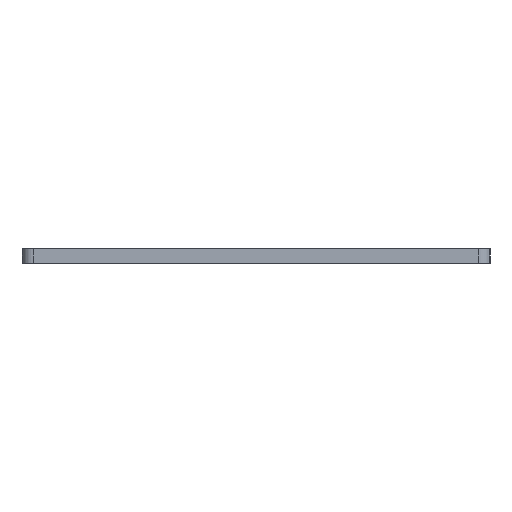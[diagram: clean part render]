
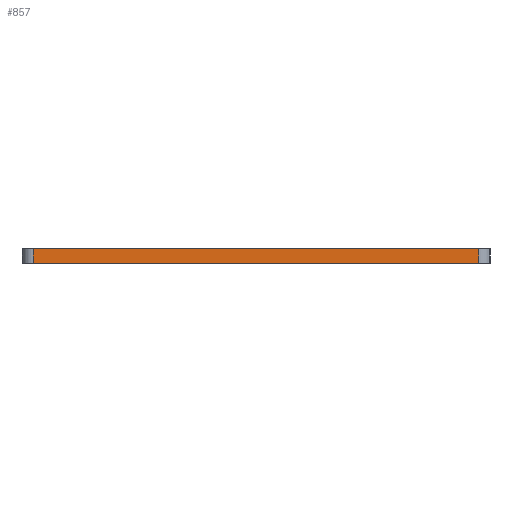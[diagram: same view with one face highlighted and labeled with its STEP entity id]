
A CAD part, left-side view. The second image highlights one B-rep face of the part: STEP entity #857.
In plain terms, the highlighted planar face has unit normal (-1, 0, 0).
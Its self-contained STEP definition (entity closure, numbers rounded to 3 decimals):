
#175=FACE_OUTER_BOUND('',#215,.T.);
#215=EDGE_LOOP('',(#711,#712,#713,#714));
#319=LINE('',#1421,#381);
#320=LINE('',#1424,#382);
#321=LINE('',#1426,#383);
#322=LINE('',#1427,#384);
#381=VECTOR('',#1183,10.);
#382=VECTOR('',#1186,10.);
#383=VECTOR('',#1187,10.);
#384=VECTOR('',#1188,10.);
#457=VERTEX_POINT('',#1417);
#458=VERTEX_POINT('',#1419);
#459=VERTEX_POINT('',#1423);
#460=VERTEX_POINT('',#1425);
#565=EDGE_CURVE('',#457,#458,#319,.T.);
#566=EDGE_CURVE('',#459,#457,#320,.T.);
#567=EDGE_CURVE('',#460,#458,#321,.T.);
#568=EDGE_CURVE('',#459,#460,#322,.T.);
#711=ORIENTED_EDGE('',*,*,#566,.T.);
#712=ORIENTED_EDGE('',*,*,#565,.T.);
#713=ORIENTED_EDGE('',*,*,#567,.F.);
#714=ORIENTED_EDGE('',*,*,#568,.F.);
#820=PLANE('',#958);
#857=ADVANCED_FACE('',(#175),#820,.T.);
#958=AXIS2_PLACEMENT_3D('',#1422,#1184,#1185);
#1183=DIRECTION('',(0.,0.,1.));
#1184=DIRECTION('center_axis',(-1.,0.,0.));
#1185=DIRECTION('ref_axis',(0.,-1.,0.));
#1186=DIRECTION('',(0.,-1.,0.));
#1187=DIRECTION('',(0.,-1.,0.));
#1188=DIRECTION('',(0.,0.,1.));
#1417=CARTESIAN_POINT('',(27.643,-113.991,0.));
#1419=CARTESIAN_POINT('',(27.643,-113.991,3.));
#1421=CARTESIAN_POINT('',(27.643,-113.991,0.));
#1422=CARTESIAN_POINT('Origin',(27.643,-18.553,0.));
#1423=CARTESIAN_POINT('',(27.643,-18.553,0.));
#1424=CARTESIAN_POINT('',(27.643,-18.553,0.));
#1425=CARTESIAN_POINT('',(27.643,-18.553,3.));
#1426=CARTESIAN_POINT('',(27.643,-18.553,3.));
#1427=CARTESIAN_POINT('',(27.643,-18.553,0.));
